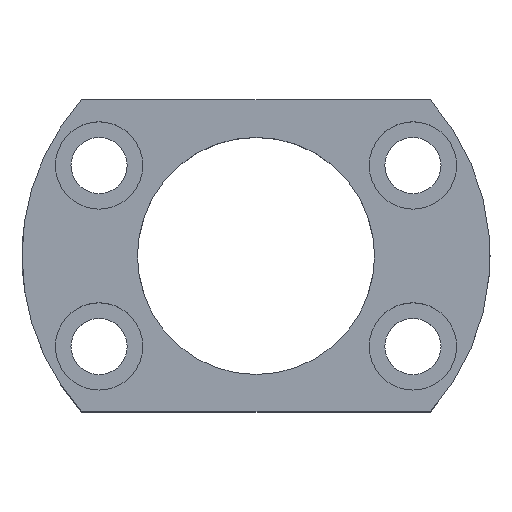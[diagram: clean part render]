
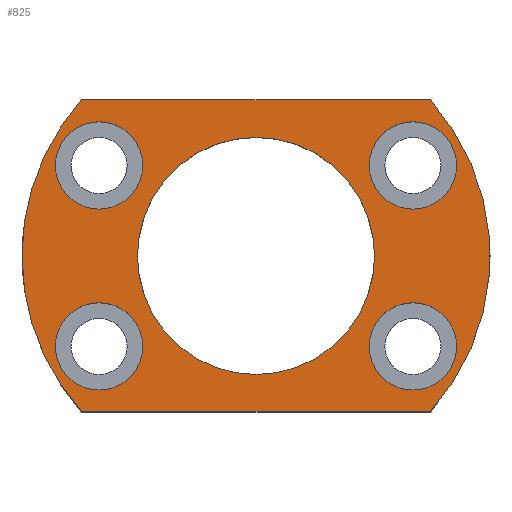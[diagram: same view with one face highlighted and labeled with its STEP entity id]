
A CAD part, top view. The second image highlights one B-rep face of the part: STEP entity #825.
In plain terms, the highlighted planar face has unit normal (0, 0, 1).
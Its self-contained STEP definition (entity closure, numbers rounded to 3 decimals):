
#2 = DIRECTION ( 'NONE',  ( 0., 0., 1. ) ) ;
#5 = VECTOR ( 'NONE', #1001, 1000. ) ;
#8 = EDGE_CURVE ( 'NONE', #1332, #153, #1091, .T. ) ;
#13 = CARTESIAN_POINT ( 'NONE',  ( 18.15, -14.5, 12. ) ) ;
#14 = CARTESIAN_POINT ( 'NONE',  ( 27.951, 25., 12. ) ) ;
#16 = AXIS2_PLACEMENT_3D ( 'NONE', #221, #945, #333 ) ;
#20 = EDGE_CURVE ( 'NONE', #1134, #1153, #24, .T. ) ;
#24 = CIRCLE ( 'NONE', #339, 7. ) ;
#25 = AXIS2_PLACEMENT_3D ( 'NONE', #778, #158, #888 ) ;
#28 = VECTOR ( 'NONE', #1204, 1000. ) ;
#37 = CARTESIAN_POINT ( 'NONE',  ( -25.15, -14.5, 12. ) ) ;
#43 = ORIENTED_EDGE ( 'NONE', *, *, #8, .F. ) ;
#60 = EDGE_LOOP ( 'NONE', ( #1262, #114 ) ) ;
#73 = CIRCLE ( 'NONE', #880, 19. ) ;
#87 = CARTESIAN_POINT ( 'NONE',  ( 32.15, -14.5, 12. ) ) ;
#88 = PLANE ( 'NONE',  #1250 ) ;
#109 = DIRECTION ( 'NONE',  ( 0., 0., 1. ) ) ;
#114 = ORIENTED_EDGE ( 'NONE', *, *, #1084, .F. ) ;
#119 = DIRECTION ( 'NONE',  ( 0., 0., 1. ) ) ;
#121 = EDGE_CURVE ( 'NONE', #1227, #689, #1066, .T. ) ;
#145 = DIRECTION ( 'NONE',  ( 1., 0., 0. ) ) ;
#153 = VERTEX_POINT ( 'NONE', #87 ) ;
#158 = DIRECTION ( 'NONE',  ( 0., 0., 1. ) ) ;
#162 = AXIS2_PLACEMENT_3D ( 'NONE', #1188, #567, #1291 ) ;
#189 = CARTESIAN_POINT ( 'NONE',  ( 0., 0., 12. ) ) ;
#190 = EDGE_LOOP ( 'NONE', ( #1021, #43 ) ) ;
#213 = EDGE_CURVE ( 'NONE', #153, #1332, #449, .T. ) ;
#221 = CARTESIAN_POINT ( 'NONE',  ( 0., 0., 12. ) ) ;
#260 = AXIS2_PLACEMENT_3D ( 'NONE', #356, #1070, #451 ) ;
#264 = CARTESIAN_POINT ( 'NONE',  ( -25.15, 14.5, 12. ) ) ;
#267 = EDGE_LOOP ( 'NONE', ( #463, #658 ) ) ;
#295 = CIRCLE ( 'NONE', #443, 7. ) ;
#299 = DIRECTION ( 'NONE',  ( 1., 0., 0. ) ) ;
#311 = EDGE_CURVE ( 'NONE', #877, #1077, #1179, .T. ) ;
#329 = CIRCLE ( 'NONE', #162, 37.5 ) ;
#333 = DIRECTION ( 'NONE',  ( 1., 0., 0. ) ) ;
#339 = AXIS2_PLACEMENT_3D ( 'NONE', #37, #764, #145 ) ;
#347 = ORIENTED_EDGE ( 'NONE', *, *, #743, .T. ) ;
#356 = CARTESIAN_POINT ( 'NONE',  ( 25.15, -14.5, 12. ) ) ;
#357 = CIRCLE ( 'NONE', #948, 7. ) ;
#373 = AXIS2_PLACEMENT_3D ( 'NONE', #736, #119, #845 ) ;
#376 = DIRECTION ( 'NONE',  ( 1., 0., 0. ) ) ;
#379 = VERTEX_POINT ( 'NONE', #879 ) ;
#403 = EDGE_CURVE ( 'NONE', #689, #877, #329, .T. ) ;
#419 = DIRECTION ( 'NONE',  ( 0., 0., 1. ) ) ;
#425 = EDGE_CURVE ( 'NONE', #777, #471, #295, .T. ) ;
#429 = CIRCLE ( 'NONE', #1042, 7. ) ;
#443 = AXIS2_PLACEMENT_3D ( 'NONE', #264, #986, #376 ) ;
#449 = CIRCLE ( 'NONE', #956, 7. ) ;
#450 = ORIENTED_EDGE ( 'NONE', *, *, #916, .F. ) ;
#451 = DIRECTION ( 'NONE',  ( 1., 0., 0. ) ) ;
#463 = ORIENTED_EDGE ( 'NONE', *, *, #1280, .F. ) ;
#469 = DIRECTION ( 'NONE',  ( 0., 0., 1. ) ) ;
#471 = VERTEX_POINT ( 'NONE', #992 ) ;
#480 = CARTESIAN_POINT ( 'NONE',  ( 32.15, 14.5, 12. ) ) ;
#485 = CARTESIAN_POINT ( 'NONE',  ( 27.951, -25., 12. ) ) ;
#489 = ORIENTED_EDGE ( 'NONE', *, *, #490, .F. ) ;
#490 = EDGE_CURVE ( 'NONE', #960, #684, #1290, .T. ) ;
#491 = FACE_OUTER_BOUND ( 'NONE', #1194, .T. ) ;
#523 = CARTESIAN_POINT ( 'NONE',  ( -32.15, -14.5, 12. ) ) ;
#548 = ORIENTED_EDGE ( 'NONE', *, *, #121, .T. ) ;
#552 = DIRECTION ( 'NONE',  ( 0., 0., 1. ) ) ;
#567 = DIRECTION ( 'NONE',  ( 0., 0., 1. ) ) ;
#586 = DIRECTION ( 'NONE',  ( 0., 0., 1. ) ) ;
#587 = CARTESIAN_POINT ( 'NONE',  ( -27.951, 25., 12. ) ) ;
#628 = CARTESIAN_POINT ( 'NONE',  ( 25.15, 14.5, 12. ) ) ;
#629 = CIRCLE ( 'NONE', #814, 19. ) ;
#633 = CARTESIAN_POINT ( 'NONE',  ( -18.15, -14.5, 12. ) ) ;
#641 = EDGE_LOOP ( 'NONE', ( #450, #654 ) ) ;
#646 = ORIENTED_EDGE ( 'NONE', *, *, #1184, .T. ) ;
#654 = ORIENTED_EDGE ( 'NONE', *, *, #425, .F. ) ;
#658 = ORIENTED_EDGE ( 'NONE', *, *, #20, .F. ) ;
#681 = CARTESIAN_POINT ( 'NONE',  ( -27.951, 25., 12. ) ) ;
#682 = CARTESIAN_POINT ( 'NONE',  ( -19., 0., 12. ) ) ;
#684 = VERTEX_POINT ( 'NONE', #1200 ) ;
#689 = VERTEX_POINT ( 'NONE', #681 ) ;
#726 = CARTESIAN_POINT ( 'NONE',  ( 0., 0., 12. ) ) ;
#730 = DIRECTION ( 'NONE',  ( 1., 0., 0. ) ) ;
#736 = CARTESIAN_POINT ( 'NONE',  ( -25.15, -14.5, 12. ) ) ;
#743 = EDGE_CURVE ( 'NONE', #1077, #1052, #837, .T. ) ;
#764 = DIRECTION ( 'NONE',  ( 0., 0., 1. ) ) ;
#768 = FACE_BOUND ( 'NONE', #267, .T. ) ;
#776 = EDGE_LOOP ( 'NONE', ( #489, #1064 ) ) ;
#777 = VERTEX_POINT ( 'NONE', #908 ) ;
#778 = CARTESIAN_POINT ( 'NONE',  ( 0., 0., 12. ) ) ;
#790 = AXIS2_PLACEMENT_3D ( 'NONE', #1202, #586, #1308 ) ;
#807 = DIRECTION ( 'NONE',  ( 0., 0., 1. ) ) ;
#814 = AXIS2_PLACEMENT_3D ( 'NONE', #726, #109, #833 ) ;
#825 = ADVANCED_FACE ( 'NONE', ( #768, #1284, #1317, #1040, #491, #1011 ), #88, .T. ) ;
#833 = DIRECTION ( 'NONE',  ( 1., 0., 0. ) ) ;
#837 = LINE ( 'NONE', #485, #5 ) ;
#845 = DIRECTION ( 'NONE',  ( 1., 0., 0. ) ) ;
#877 = VERTEX_POINT ( 'NONE', #1083 ) ;
#879 = CARTESIAN_POINT ( 'NONE',  ( 19., 0., 12. ) ) ;
#880 = AXIS2_PLACEMENT_3D ( 'NONE', #1035, #419, #1139 ) ;
#888 = DIRECTION ( 'NONE',  ( 1., 0., 0. ) ) ;
#908 = CARTESIAN_POINT ( 'NONE',  ( -32.15, 14.5, 12. ) ) ;
#915 = CARTESIAN_POINT ( 'NONE',  ( -27.951, -25., 12. ) ) ;
#916 = EDGE_CURVE ( 'NONE', #471, #777, #429, .T. ) ;
#922 = VERTEX_POINT ( 'NONE', #682 ) ;
#945 = DIRECTION ( 'NONE',  ( 0., 0., 1. ) ) ;
#948 = AXIS2_PLACEMENT_3D ( 'NONE', #628, #2, #730 ) ;
#956 = AXIS2_PLACEMENT_3D ( 'NONE', #1174, #552, #1279 ) ;
#960 = VERTEX_POINT ( 'NONE', #480 ) ;
#986 = DIRECTION ( 'NONE',  ( 0., 0., 1. ) ) ;
#992 = CARTESIAN_POINT ( 'NONE',  ( -18.15, 14.5, 12. ) ) ;
#1001 = DIRECTION ( 'NONE',  ( 1., 0., 0. ) ) ;
#1011 = FACE_BOUND ( 'NONE', #60, .T. ) ;
#1021 = ORIENTED_EDGE ( 'NONE', *, *, #213, .F. ) ;
#1035 = CARTESIAN_POINT ( 'NONE',  ( 0., 0., 12. ) ) ;
#1040 = FACE_BOUND ( 'NONE', #641, .T. ) ;
#1042 = AXIS2_PLACEMENT_3D ( 'NONE', #1089, #469, #1196 ) ;
#1052 = VERTEX_POINT ( 'NONE', #1218 ) ;
#1064 = ORIENTED_EDGE ( 'NONE', *, *, #1117, .F. ) ;
#1066 = LINE ( 'NONE', #587, #28 ) ;
#1070 = DIRECTION ( 'NONE',  ( 0., 0., 1. ) ) ;
#1077 = VERTEX_POINT ( 'NONE', #915 ) ;
#1083 = CARTESIAN_POINT ( 'NONE',  ( -37.5, 0., 12. ) ) ;
#1084 = EDGE_CURVE ( 'NONE', #379, #922, #629, .T. ) ;
#1089 = CARTESIAN_POINT ( 'NONE',  ( -25.15, 14.5, 12. ) ) ;
#1091 = CIRCLE ( 'NONE', #260, 7. ) ;
#1114 = EDGE_CURVE ( 'NONE', #922, #379, #73, .T. ) ;
#1117 = EDGE_CURVE ( 'NONE', #684, #960, #357, .T. ) ;
#1134 = VERTEX_POINT ( 'NONE', #523 ) ;
#1139 = DIRECTION ( 'NONE',  ( 1., 0., 0. ) ) ;
#1142 = CIRCLE ( 'NONE', #16, 37.5 ) ;
#1153 = VERTEX_POINT ( 'NONE', #633 ) ;
#1174 = CARTESIAN_POINT ( 'NONE',  ( 25.15, -14.5, 12. ) ) ;
#1179 = CIRCLE ( 'NONE', #25, 37.5 ) ;
#1184 = EDGE_CURVE ( 'NONE', #1052, #1227, #1142, .T. ) ;
#1188 = CARTESIAN_POINT ( 'NONE',  ( 0., 0., 12. ) ) ;
#1194 = EDGE_LOOP ( 'NONE', ( #646, #548, #1340, #1325, #347 ) ) ;
#1196 = DIRECTION ( 'NONE',  ( 1., 0., 0. ) ) ;
#1200 = CARTESIAN_POINT ( 'NONE',  ( 18.15, 14.5, 12. ) ) ;
#1202 = CARTESIAN_POINT ( 'NONE',  ( 25.15, 14.5, 12. ) ) ;
#1204 = DIRECTION ( 'NONE',  ( -1., 0., 0. ) ) ;
#1218 = CARTESIAN_POINT ( 'NONE',  ( 27.951, -25., 12. ) ) ;
#1227 = VERTEX_POINT ( 'NONE', #14 ) ;
#1250 = AXIS2_PLACEMENT_3D ( 'NONE', #189, #807, #299 ) ;
#1262 = ORIENTED_EDGE ( 'NONE', *, *, #1114, .F. ) ;
#1279 = DIRECTION ( 'NONE',  ( 1., 0., 0. ) ) ;
#1280 = EDGE_CURVE ( 'NONE', #1153, #1134, #1321, .T. ) ;
#1284 = FACE_BOUND ( 'NONE', #190, .T. ) ;
#1290 = CIRCLE ( 'NONE', #790, 7. ) ;
#1291 = DIRECTION ( 'NONE',  ( 1., 0., 0. ) ) ;
#1308 = DIRECTION ( 'NONE',  ( 1., 0., 0. ) ) ;
#1317 = FACE_BOUND ( 'NONE', #776, .T. ) ;
#1321 = CIRCLE ( 'NONE', #373, 7. ) ;
#1325 = ORIENTED_EDGE ( 'NONE', *, *, #311, .T. ) ;
#1332 = VERTEX_POINT ( 'NONE', #13 ) ;
#1340 = ORIENTED_EDGE ( 'NONE', *, *, #403, .T. ) ;
